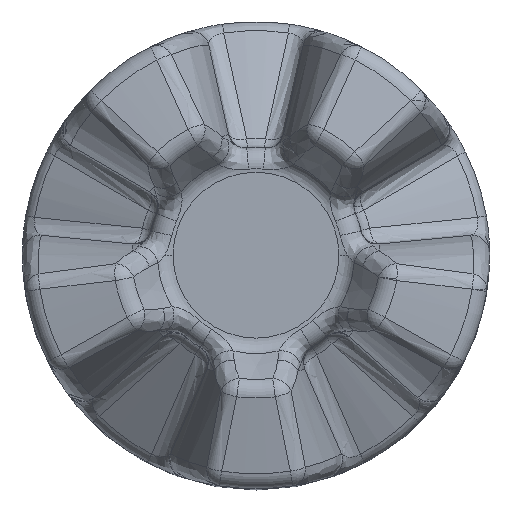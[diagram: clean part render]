
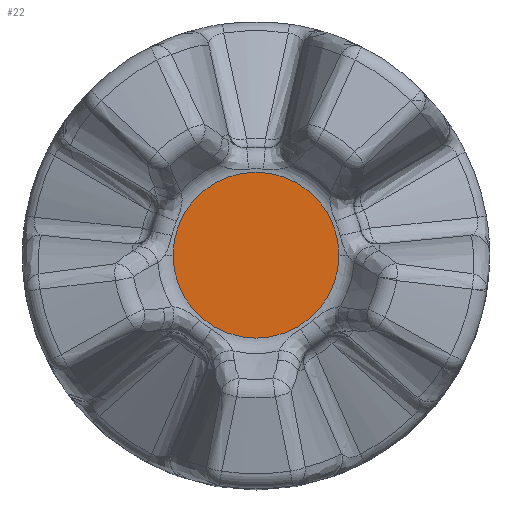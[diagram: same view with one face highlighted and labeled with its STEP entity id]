
A CAD part, top view. The second image highlights one B-rep face of the part: STEP entity #22.
In plain terms, the highlighted planar face has unit normal (0, 0, 1).
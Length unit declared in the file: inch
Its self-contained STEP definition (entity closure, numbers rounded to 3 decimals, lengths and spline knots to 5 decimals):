
#22 = ADVANCED_FACE ( 'NONE', ( #1994 ), #2911, .T. ) ;
#1552 = CIRCLE ( 'NONE', #2386, 0.04613 ) ;
#1553 = VERTEX_POINT ( 'NONE', #5133 ) ;
#1960 = EDGE_CURVE ( 'NONE', #5948, #1553, #1552, .T. ) ;
#1994 = FACE_OUTER_BOUND ( 'NONE', #7612, .T. ) ;
#2046 = DIRECTION ( 'NONE',  ( 0., 0., 1. ) ) ;
#2188 = EDGE_CURVE ( 'NONE', #1553, #5948, #7108, .T. ) ;
#2336 = AXIS2_PLACEMENT_3D ( 'NONE', #9859, #6650, #4504 ) ;
#2386 = AXIS2_PLACEMENT_3D ( 'NONE', #9021, #8113, #3464 ) ;
#2911 = PLANE ( 'NONE',  #2336 ) ;
#3464 = DIRECTION ( 'NONE',  ( 1., 0., 0. ) ) ;
#4504 = DIRECTION ( 'NONE',  ( 1., 0., 0. ) ) ;
#5133 = CARTESIAN_POINT ( 'NONE',  ( 0.04613, 0., -0.04 ) ) ;
#5180 = DIRECTION ( 'NONE',  ( 1., 0., 0. ) ) ;
#5496 = ORIENTED_EDGE ( 'NONE', *, *, #2188, .T. ) ;
#5948 = VERTEX_POINT ( 'NONE', #8270 ) ;
#6229 = ORIENTED_EDGE ( 'NONE', *, *, #1960, .T. ) ;
#6650 = DIRECTION ( 'NONE',  ( 0., 0., 1. ) ) ;
#6963 = AXIS2_PLACEMENT_3D ( 'NONE', #9084, #2046, #5180 ) ;
#7108 = CIRCLE ( 'NONE', #6963, 0.04613 ) ;
#7612 = EDGE_LOOP ( 'NONE', ( #5496, #6229 ) ) ;
#8113 = DIRECTION ( 'NONE',  ( 0., 0., 1. ) ) ;
#8270 = CARTESIAN_POINT ( 'NONE',  ( -0.04613, 0., -0.04 ) ) ;
#9021 = CARTESIAN_POINT ( 'NONE',  ( 0., 0., -0.04 ) ) ;
#9084 = CARTESIAN_POINT ( 'NONE',  ( 0., 0., -0.04 ) ) ;
#9859 = CARTESIAN_POINT ( 'NONE',  ( 0., 0.05191, -0.04 ) ) ;
